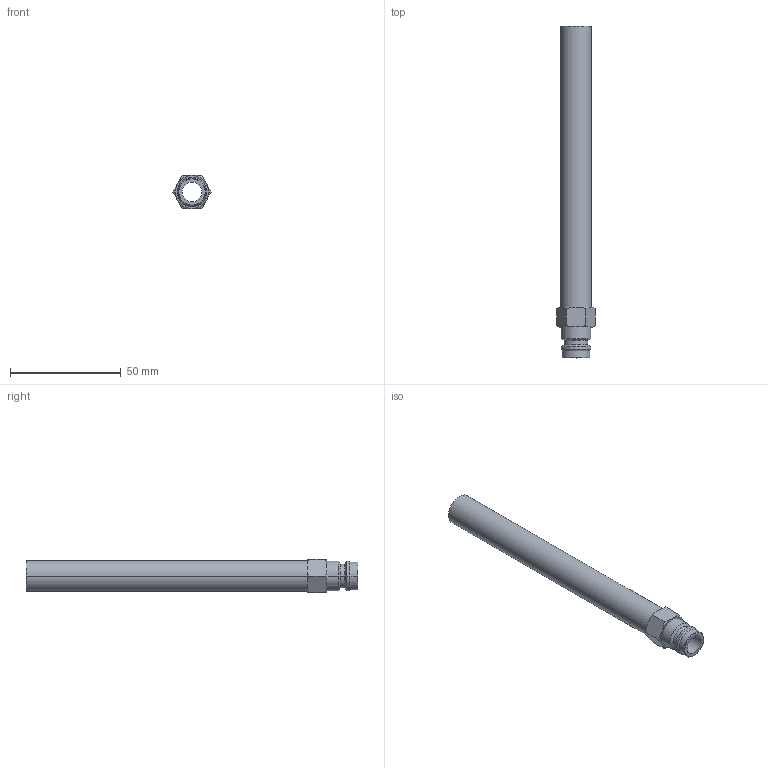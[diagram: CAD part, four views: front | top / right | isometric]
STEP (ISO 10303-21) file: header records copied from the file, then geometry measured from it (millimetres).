
FILE_DESCRIPTION(('STEP AP214'),'1');
FILE_NAME('eshe_150_r.stp','2020-04-22T06:07:03',('TraceParts'),('TraceParts S.A.'),'Spatial InterOp 3D',' ',' ');
FILE_SCHEMA(('automotive_design'));
Length unit declared in the file: millimetre
Products named in the file (1): 1
Bounding box: 17.32 x 150 x 15 mm (x, y, z)
Volume: 13519.2 mm3; surface area: 11133.2 mm2
Topology: 1 solids, 1 shells, 46 faces, 99 edges, 57 vertices
Faces by surface type: cone 22, cylinder 12, plane 10, torus 2
Entity records: 1646 total; most frequent: CARTESIAN_POINT 299, DIRECTION 216, ORIENTED_EDGE 198, EDGE_CURVE 99, AXIS2_PLACEMENT_3D 94, VERTEX_POINT 57, EDGE_LOOP 50, CIRCLE 47
